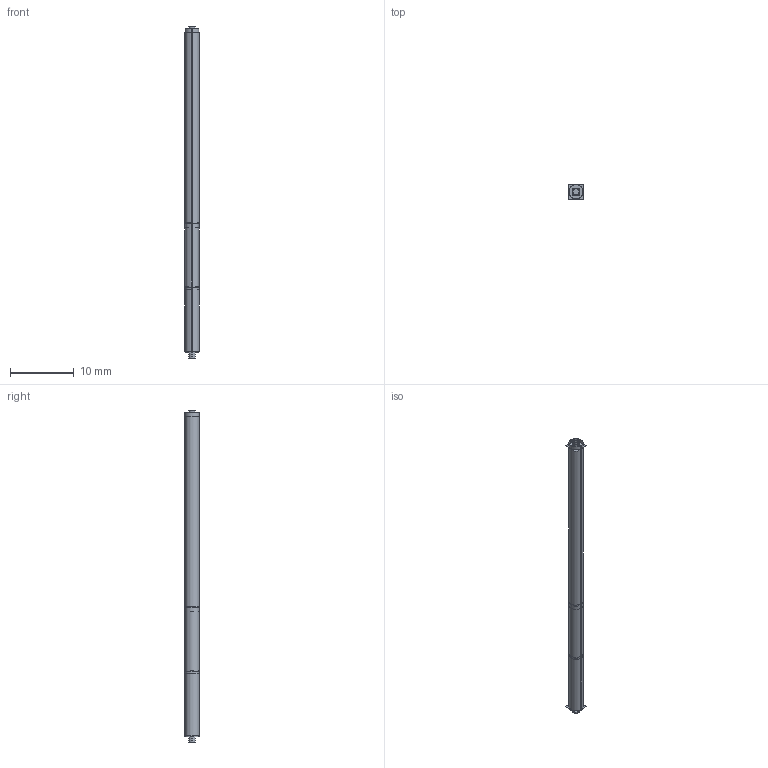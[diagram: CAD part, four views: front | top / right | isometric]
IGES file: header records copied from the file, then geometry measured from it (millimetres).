
Start section:  PTC IGES file: 193333.igs
Global section: file name: 193333.igs; native system: Creo Parametric by Parametric Technology Corporation; preprocessor: 2013230; author: pdmadmin; organization: Unknown; date: 20160217.155351; units: millimetre
Bounding box: 2.33 x 2.32 x 52 mm (x, y, z)
Volume: 190.1 mm3; surface area: 3736.3 mm2
Topology: 2 solids, 3 shells, 40 faces, 202 edges, 268 vertices
Faces by surface type: revolution 24, bspline 16
